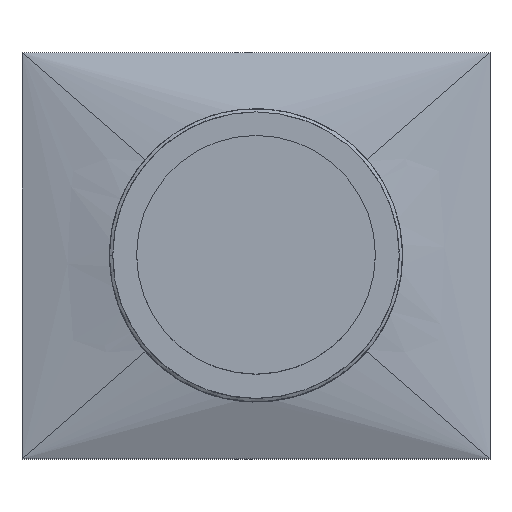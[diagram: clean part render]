
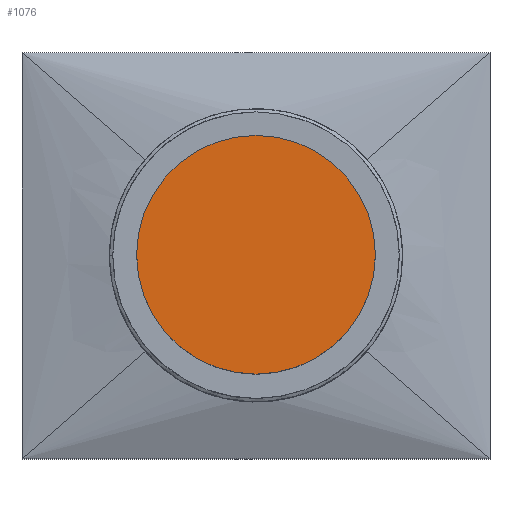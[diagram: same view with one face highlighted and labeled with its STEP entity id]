
A CAD part, top view. The second image highlights one B-rep face of the part: STEP entity #1076.
In plain terms, the highlighted planar face has unit normal (0, 0, 1).
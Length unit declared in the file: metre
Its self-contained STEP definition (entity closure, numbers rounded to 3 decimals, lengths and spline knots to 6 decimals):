
#29=CIRCLE('',#1277,0.005);
#100=ORIENTED_EDGE('',*,*,#386,.T.);
#386=EDGE_CURVE('',#530,#530,#29,.T.);
#530=VERTEX_POINT('',#2061);
#854=EDGE_LOOP('',(#100));
#933=FACE_BOUND('',#854,.T.);
#996=PLANE('',#1279);
#1076=ADVANCED_FACE('',(#933),#996,.T.);
#1277=AXIS2_PLACEMENT_3D('',#2060,#1393,#1394);
#1279=AXIS2_PLACEMENT_3D('',#2064,#1397,#1398);
#1393=DIRECTION('',(0.,0.,1.));
#1394=DIRECTION('',(0.,-1.,0.));
#1397=DIRECTION('',(0.,0.,1.));
#1398=DIRECTION('',(0.,-1.,0.));
#2060=CARTESIAN_POINT('',(0.,0.,0.037));
#2061=CARTESIAN_POINT('',(0.,-0.005,0.037));
#2064=CARTESIAN_POINT('',(0.,0.,0.037));
